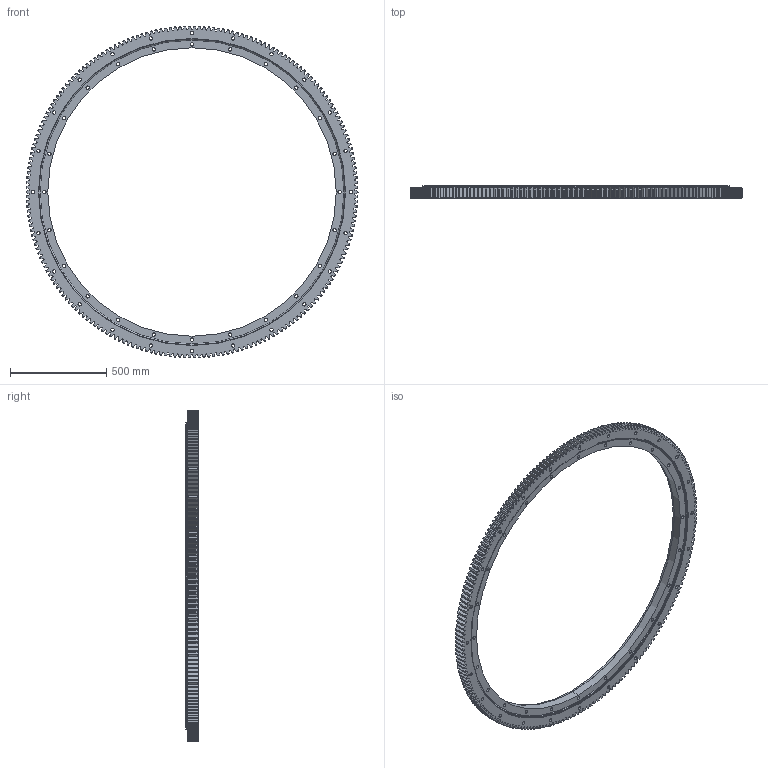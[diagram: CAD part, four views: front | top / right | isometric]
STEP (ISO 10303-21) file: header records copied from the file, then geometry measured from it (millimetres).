
FILE_DESCRIPTION (( 'STEP AP203' ), '1' );
FILE_NAME ('01-1595-00.STEP', '2017-12-26T10:32:07', ( 'defontaine' ), ( 'Hewlett-Packard Company' ), 'SwSTEP 2.0', 'SolidWorks 2016', '' );
FILE_SCHEMA (( 'CONFIG_CONTROL_DESIGN' ));
Length unit declared in the file: millimetre
Products named in the file (1): 01-1595-00
Bounding box: 1727 x 63 x 1726.91 mm (x, y, z)
Volume: 26223354.7 mm3; surface area: 3010774 mm2
Topology: 5 solids, 5 shells, 1454 faces, 4298 edges, 2853 vertices
Faces by surface type: cylinder 549, cone 444, plane 441, torus 18, sphere 2
Entity records: 50082 total; most frequent: CARTESIAN_POINT 11158, ORIENTED_EDGE 8570, DIRECTION 7919, EDGE_CURVE 4285, AXIS2_PLACEMENT_3D 3035, VERTEX_POINT 2850, LINE 1849, VECTOR 1849
